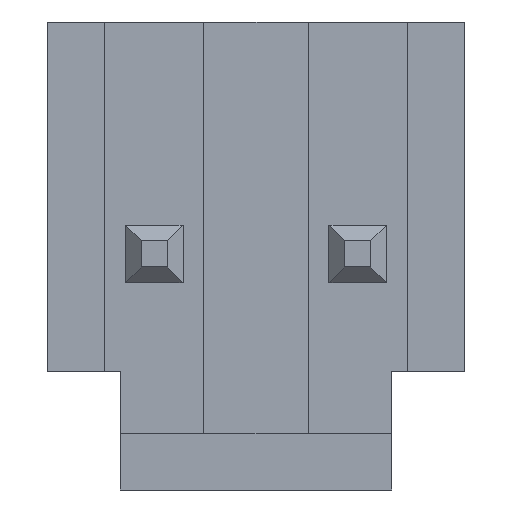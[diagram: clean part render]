
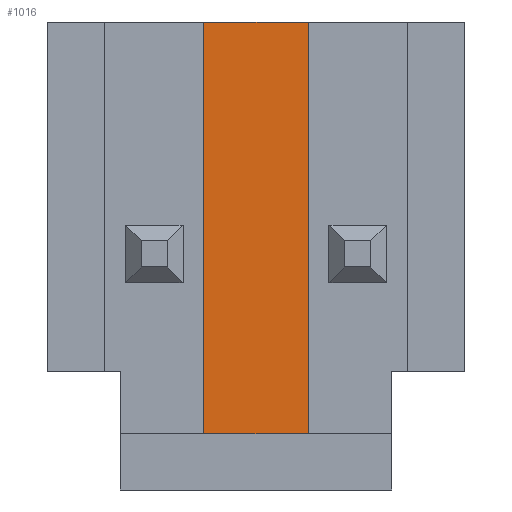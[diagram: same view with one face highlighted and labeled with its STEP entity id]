
A CAD part, front view. The second image highlights one B-rep face of the part: STEP entity #1016.
In plain terms, the highlighted planar face has unit normal (0, -1, 0).
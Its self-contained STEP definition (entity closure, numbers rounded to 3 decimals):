
#46=FACE_OUTER_BOUND('',#105,.T.);
#105=EDGE_LOOP('',(#796,#797,#798,#799));
#211=LINE('',#1534,#352);
#216=LINE('',#1545,#357);
#217=LINE('',#1548,#358);
#218=LINE('',#1549,#359);
#352=VECTOR('',#1245,10.);
#357=VECTOR('',#1258,10.);
#358=VECTOR('',#1261,10.);
#359=VECTOR('',#1262,10.);
#469=VERTEX_POINT('',#1531);
#470=VERTEX_POINT('',#1533);
#472=VERTEX_POINT('',#1543);
#473=VERTEX_POINT('',#1547);
#581=EDGE_CURVE('',#469,#470,#211,.T.);
#586=EDGE_CURVE('',#472,#469,#216,.T.);
#587=EDGE_CURVE('',#473,#472,#217,.T.);
#588=EDGE_CURVE('',#473,#470,#218,.F.);
#796=ORIENTED_EDGE('',*,*,#586,.F.);
#797=ORIENTED_EDGE('',*,*,#587,.F.);
#798=ORIENTED_EDGE('',*,*,#588,.T.);
#799=ORIENTED_EDGE('',*,*,#581,.F.);
#957=PLANE('',#1091);
#1016=ADVANCED_FACE('',(#46),#957,.T.);
#1091=AXIS2_PLACEMENT_3D('',#1546,#1259,#1260);
#1245=DIRECTION('',(1.,0.,0.));
#1258=DIRECTION('',(0.,0.,1.));
#1259=DIRECTION('center_axis',(0.,-1.,0.));
#1260=DIRECTION('ref_axis',(1.,0.,0.));
#1261=DIRECTION('',(-1.,0.,0.));
#1262=DIRECTION('',(0.,0.,-1.));
#1531=CARTESIAN_POINT('',(1.53,0.,6.7));
#1533=CARTESIAN_POINT('',(3.53,0.,6.7));
#1534=CARTESIAN_POINT('',(2.3,0.,6.7));
#1543=CARTESIAN_POINT('',(1.53,0.,-1.2));
#1545=CARTESIAN_POINT('',(1.53,0.,0.));
#1546=CARTESIAN_POINT('Origin',(2.07,0.,0.));
#1547=CARTESIAN_POINT('',(3.53,0.,-1.2));
#1548=CARTESIAN_POINT('',(3.53,0.,-1.2));
#1549=CARTESIAN_POINT('',(3.53,0.,0.));
